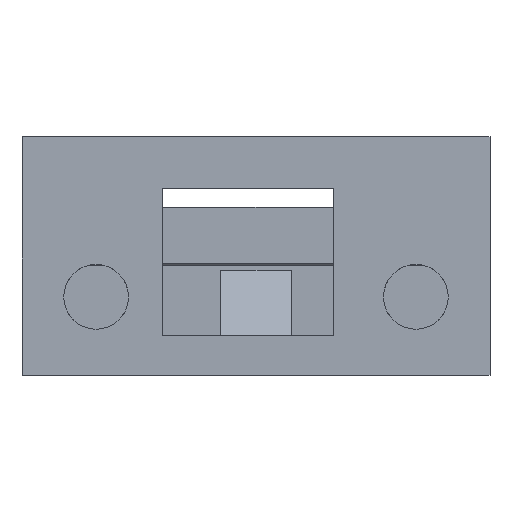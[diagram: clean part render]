
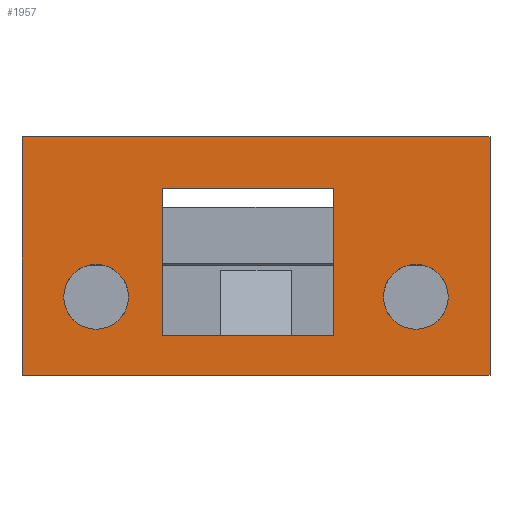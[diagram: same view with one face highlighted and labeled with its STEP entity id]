
A CAD part, front view. The second image highlights one B-rep face of the part: STEP entity #1957.
In plain terms, the highlighted planar face has unit normal (0, -1, 0).
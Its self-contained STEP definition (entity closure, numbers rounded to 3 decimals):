
#27=FACE_BOUND('',#323,.T.);
#28=FACE_BOUND('',#324,.T.);
#29=FACE_BOUND('',#325,.T.);
#65=CIRCLE('',#2099,4.15);
#66=CIRCLE('',#2100,4.15);
#114=PLANE('',#2098);
#200=FACE_OUTER_BOUND('',#322,.T.);
#322=EDGE_LOOP('',(#1484,#1485,#1486,#1487,#1488,#1489,#1490,#1491));
#323=EDGE_LOOP('',(#1492,#1493,#1494,#1495));
#324=EDGE_LOOP('',(#1496));
#325=EDGE_LOOP('',(#1497));
#471=LINE('',#2835,#690);
#508=LINE('',#2928,#727);
#515=LINE('',#2946,#734);
#523=LINE('',#2965,#742);
#524=LINE('',#2967,#743);
#525=LINE('',#2969,#744);
#526=LINE('',#2971,#745);
#527=LINE('',#2973,#746);
#528=LINE('',#2975,#747);
#529=LINE('',#2976,#748);
#530=LINE('',#2978,#749);
#531=LINE('',#2979,#750);
#690=VECTOR('',#2271,10.);
#727=VECTOR('',#2346,10.);
#734=VECTOR('',#2363,10.);
#742=VECTOR('',#2379,10.);
#743=VECTOR('',#2380,10.);
#744=VECTOR('',#2381,10.);
#745=VECTOR('',#2382,10.);
#746=VECTOR('',#2383,10.);
#747=VECTOR('',#2384,10.);
#748=VECTOR('',#2385,10.);
#749=VECTOR('',#2386,10.);
#750=VECTOR('',#2387,10.);
#907=VERTEX_POINT('',#2832);
#908=VERTEX_POINT('',#2834);
#944=VERTEX_POINT('',#2925);
#945=VERTEX_POINT('',#2927);
#951=VERTEX_POINT('',#2945);
#958=VERTEX_POINT('',#2964);
#959=VERTEX_POINT('',#2966);
#960=VERTEX_POINT('',#2968);
#961=VERTEX_POINT('',#2970);
#962=VERTEX_POINT('',#2972);
#963=VERTEX_POINT('',#2974);
#964=VERTEX_POINT('',#2977);
#965=VERTEX_POINT('',#2980);
#966=VERTEX_POINT('',#2982);
#1095=EDGE_CURVE('',#908,#907,#471,.T.);
#1141=EDGE_CURVE('',#944,#945,#508,.T.);
#1150=EDGE_CURVE('',#951,#945,#515,.T.);
#1160=EDGE_CURVE('',#958,#907,#523,.T.);
#1161=EDGE_CURVE('',#958,#959,#524,.T.);
#1162=EDGE_CURVE('',#960,#959,#525,.T.);
#1163=EDGE_CURVE('',#961,#960,#526,.T.);
#1164=EDGE_CURVE('',#961,#962,#527,.T.);
#1165=EDGE_CURVE('',#963,#962,#528,.T.);
#1166=EDGE_CURVE('',#963,#908,#529,.T.);
#1167=EDGE_CURVE('',#944,#964,#530,.T.);
#1168=EDGE_CURVE('',#964,#951,#531,.T.);
#1169=EDGE_CURVE('',#965,#965,#65,.T.);
#1170=EDGE_CURVE('',#966,#966,#66,.T.);
#1484=ORIENTED_EDGE('',*,*,#1095,.T.);
#1485=ORIENTED_EDGE('',*,*,#1160,.F.);
#1486=ORIENTED_EDGE('',*,*,#1161,.T.);
#1487=ORIENTED_EDGE('',*,*,#1162,.F.);
#1488=ORIENTED_EDGE('',*,*,#1163,.F.);
#1489=ORIENTED_EDGE('',*,*,#1164,.T.);
#1490=ORIENTED_EDGE('',*,*,#1165,.F.);
#1491=ORIENTED_EDGE('',*,*,#1166,.T.);
#1492=ORIENTED_EDGE('',*,*,#1167,.T.);
#1493=ORIENTED_EDGE('',*,*,#1168,.T.);
#1494=ORIENTED_EDGE('',*,*,#1150,.T.);
#1495=ORIENTED_EDGE('',*,*,#1141,.F.);
#1496=ORIENTED_EDGE('',*,*,#1169,.F.);
#1497=ORIENTED_EDGE('',*,*,#1170,.T.);
#1957=ADVANCED_FACE('',(#200,#27,#28,#29),#114,.F.);
#2098=AXIS2_PLACEMENT_3D('',#2963,#2377,#2378);
#2099=AXIS2_PLACEMENT_3D('',#2981,#2388,#2389);
#2100=AXIS2_PLACEMENT_3D('',#2983,#2390,#2391);
#2271=DIRECTION('',(1.,0.,0.));
#2346=DIRECTION('',(1.,0.,0.));
#2363=DIRECTION('',(0.,0.,-1.));
#2377=DIRECTION('center_axis',(0.,1.,0.));
#2378=DIRECTION('ref_axis',(0.,0.,-1.));
#2379=DIRECTION('',(0.,0.,-1.));
#2380=DIRECTION('',(1.,0.,0.));
#2381=DIRECTION('',(0.,0.,-1.));
#2382=DIRECTION('',(1.,0.,0.));
#2383=DIRECTION('',(0.,0.,-1.));
#2384=DIRECTION('',(-1.,0.,0.));
#2385=DIRECTION('',(0.,0.,-1.));
#2386=DIRECTION('',(0.,0.,1.));
#2387=DIRECTION('',(1.,0.,0.));
#2388=DIRECTION('center_axis',(0.,-1.,0.));
#2389=DIRECTION('ref_axis',(1.,0.,0.));
#2390=DIRECTION('center_axis',(0.,1.,0.));
#2391=DIRECTION('ref_axis',(-1.,0.,0.));
#2832=CARTESIAN_POINT('',(28.,209.046,-31.519));
#2834=CARTESIAN_POINT('',(-28.,209.046,-31.519));
#2835=CARTESIAN_POINT('',(0.,209.046,-31.519));
#2925=CARTESIAN_POINT('',(-12.,209.046,-26.41));
#2927=CARTESIAN_POINT('',(10.,209.046,-26.41));
#2928=CARTESIAN_POINT('',(-6.842,209.046,-26.41));
#2945=CARTESIAN_POINT('',(10.,209.046,-7.563));
#2946=CARTESIAN_POINT('',(10.,209.046,-9.693));
#2963=CARTESIAN_POINT('Origin',(0.,209.046,-1.));
#2964=CARTESIAN_POINT('',(28.,209.046,-31.518));
#2965=CARTESIAN_POINT('',(28.,209.046,-23.889));
#2966=CARTESIAN_POINT('',(30.,209.046,-31.518));
#2967=CARTESIAN_POINT('',(0.,209.046,-31.518));
#2968=CARTESIAN_POINT('',(30.,209.046,-1.));
#2969=CARTESIAN_POINT('',(30.,209.046,-31.519));
#2970=CARTESIAN_POINT('',(-30.,209.046,-1.));
#2971=CARTESIAN_POINT('',(0.,209.046,-1.));
#2972=CARTESIAN_POINT('',(-30.,209.046,-31.518));
#2973=CARTESIAN_POINT('',(-30.,209.046,-31.519));
#2974=CARTESIAN_POINT('',(-28.,209.046,-31.518));
#2975=CARTESIAN_POINT('',(0.,209.046,-31.518));
#2976=CARTESIAN_POINT('',(-28.,209.046,-23.889));
#2977=CARTESIAN_POINT('',(-12.,209.046,-7.563));
#2978=CARTESIAN_POINT('',(-12.,209.046,-9.693));
#2979=CARTESIAN_POINT('',(4.5,209.046,-7.563));
#2980=CARTESIAN_POINT('',(-24.65,209.046,-21.5));
#2981=CARTESIAN_POINT('Origin',(-20.5,209.046,-21.5));
#2982=CARTESIAN_POINT('',(24.65,209.046,-21.5));
#2983=CARTESIAN_POINT('Origin',(20.5,209.046,-21.5));
